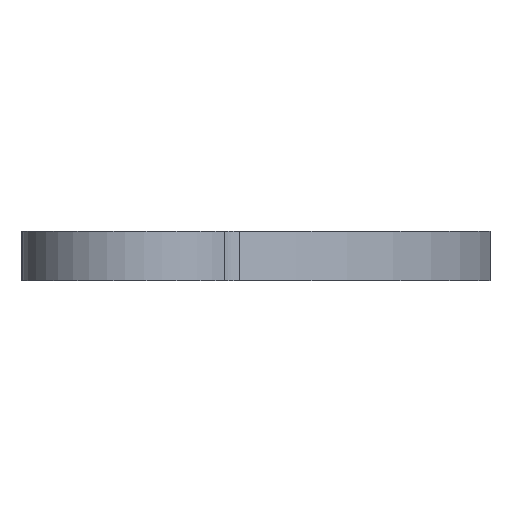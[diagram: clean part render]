
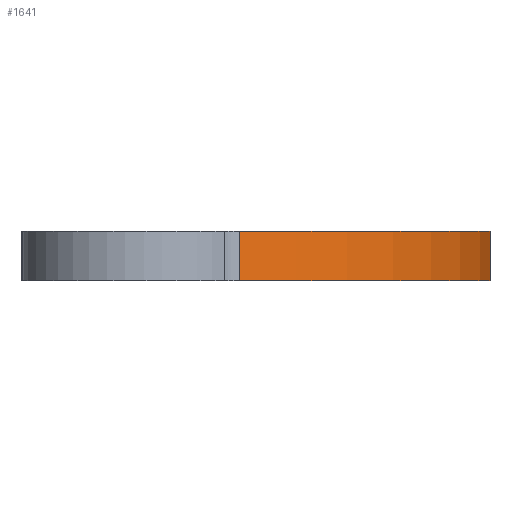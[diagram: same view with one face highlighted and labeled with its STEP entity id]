
A CAD part, front view. The second image highlights one B-rep face of the part: STEP entity #1641.
In plain terms, the highlighted cylindrical face has radius 57.543 mm (diameter 115.087 mm), a partial arc.
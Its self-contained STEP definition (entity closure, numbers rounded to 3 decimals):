
#29 = AXIS2_PLACEMENT_3D ( 'NONE', #2076, #2467, #2262 ) ;
#109 = LINE ( 'NONE', #1556, #816 ) ;
#129 = VECTOR ( 'NONE', #2374, 1000. ) ;
#230 = CARTESIAN_POINT ( 'NONE',  ( 0., -185., 8. ) ) ;
#254 = VERTEX_POINT ( 'NONE', #1799 ) ;
#327 = AXIS2_PLACEMENT_3D ( 'NONE', #680, #1508, #1715 ) ;
#433 = VERTEX_POINT ( 'NONE', #1432 ) ;
#680 = CARTESIAN_POINT ( 'NONE',  ( 0., -185., 0. ) ) ;
#699 = CARTESIAN_POINT ( 'NONE',  ( 16.101, -129.755, 0. ) ) ;
#712 = EDGE_CURVE ( 'NONE', #433, #1813, #2406, .T. ) ;
#720 = ORIENTED_EDGE ( 'NONE', *, *, #712, .T. ) ;
#760 = ORIENTED_EDGE ( 'NONE', *, *, #1146, .T. ) ;
#779 = EDGE_LOOP ( 'NONE', ( #1724, #720, #2094, #760 ) ) ;
#816 = VECTOR ( 'NONE', #1179, 1000. ) ;
#829 = FACE_OUTER_BOUND ( 'NONE', #779, .T. ) ;
#859 = CYLINDRICAL_SURFACE ( 'NONE', #29, 57.543 ) ;
#937 = VERTEX_POINT ( 'NONE', #699 ) ;
#1068 = DIRECTION ( 'NONE',  ( 0., 0., 1. ) ) ;
#1146 = EDGE_CURVE ( 'NONE', #937, #254, #109, .T. ) ;
#1179 = DIRECTION ( 'NONE',  ( 0., 0., 1. ) ) ;
#1385 = EDGE_CURVE ( 'NONE', #1813, #937, #1713, .T. ) ;
#1432 = CARTESIAN_POINT ( 'NONE',  ( 16.775, -240.044, 8. ) ) ;
#1508 = DIRECTION ( 'NONE',  ( 0., 0., 1. ) ) ;
#1556 = CARTESIAN_POINT ( 'NONE',  ( 16.101, -129.755, 8. ) ) ;
#1641 = ADVANCED_FACE ( 'NONE', ( #829 ), #859, .T. ) ;
#1713 = CIRCLE ( 'NONE', #327, 57.543 ) ;
#1715 = DIRECTION ( 'NONE',  ( 1., 0., 0. ) ) ;
#1724 = ORIENTED_EDGE ( 'NONE', *, *, #1985, .F. ) ;
#1799 = CARTESIAN_POINT ( 'NONE',  ( 16.101, -129.755, 8. ) ) ;
#1813 = VERTEX_POINT ( 'NONE', #2313 ) ;
#1985 = EDGE_CURVE ( 'NONE', #433, #254, #2122, .T. ) ;
#2076 = CARTESIAN_POINT ( 'NONE',  ( 0., -185., 8. ) ) ;
#2094 = ORIENTED_EDGE ( 'NONE', *, *, #1385, .T. ) ;
#2122 = CIRCLE ( 'NONE', #2598, 57.543 ) ;
#2262 = DIRECTION ( 'NONE',  ( -1., 0., 0. ) ) ;
#2313 = CARTESIAN_POINT ( 'NONE',  ( 16.775, -240.044, 0. ) ) ;
#2374 = DIRECTION ( 'NONE',  ( 0., 0., -1. ) ) ;
#2406 = LINE ( 'NONE', #2575, #129 ) ;
#2467 = DIRECTION ( 'NONE',  ( 0., 0., -1. ) ) ;
#2575 = CARTESIAN_POINT ( 'NONE',  ( 16.775, -240.044, 8. ) ) ;
#2598 = AXIS2_PLACEMENT_3D ( 'NONE', #230, #1068, #2657 ) ;
#2657 = DIRECTION ( 'NONE',  ( 1., 0., 0. ) ) ;
